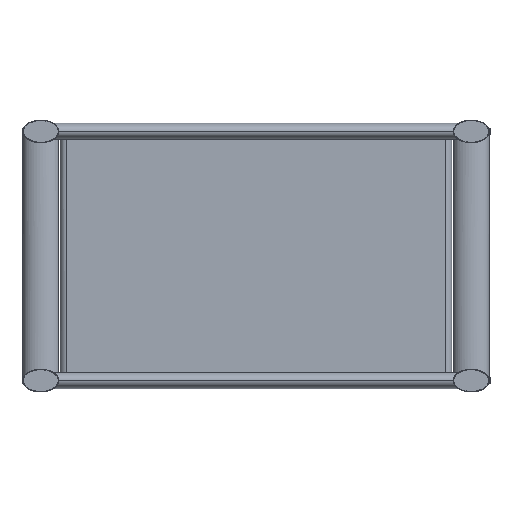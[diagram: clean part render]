
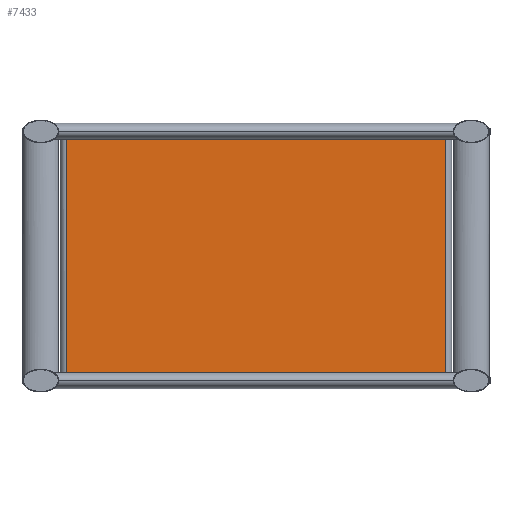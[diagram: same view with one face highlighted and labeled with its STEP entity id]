
A CAD part, front view. The second image highlights one B-rep face of the part: STEP entity #7433.
In plain terms, the highlighted planar face has unit normal (0, -1, 0).
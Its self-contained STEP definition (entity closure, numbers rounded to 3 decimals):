
#135 = LINE ( 'NONE', #11248, #597 ) ;
#294 = LINE ( 'NONE', #11296, #539 ) ;
#431 = FACE_OUTER_BOUND ( 'NONE', #9409, .T. ) ;
#516 = LINE ( 'NONE', #11290, #582 ) ;
#539 = VECTOR ( 'NONE', #11141, 1000. ) ;
#562 = LINE ( 'NONE', #11338, #583 ) ;
#582 = VECTOR ( 'NONE', #11287, 1000. ) ;
#583 = VECTOR ( 'NONE', #11334, 1000. ) ;
#597 = VECTOR ( 'NONE', #11384, 1000. ) ;
#3577 = CARTESIAN_POINT ( 'NONE',  ( -625., 407., -10.825 ) ) ;
#3968 = EDGE_CURVE ( 'NONE', #7091, #7014, #294, .T. ) ;
#3969 = EDGE_CURVE ( 'NONE', #6937, #7014, #135, .T. ) ;
#3971 = EDGE_CURVE ( 'NONE', #6937, #6947, #516, .T. ) ;
#3972 = EDGE_CURVE ( 'NONE', #7091, #6947, #562, .T. ) ;
#6937 = VERTEX_POINT ( 'NONE', #11251 ) ;
#6947 = VERTEX_POINT ( 'NONE', #11277 ) ;
#7014 = VERTEX_POINT ( 'NONE', #11107 ) ;
#7091 = VERTEX_POINT ( 'NONE', #3577 ) ;
#7433 = ADVANCED_FACE ( 'NONE', ( #431 ), #7851, .F. ) ;
#7635 = DIRECTION ( 'NONE',  ( 0., 0., 1. ) ) ;
#7776 = DIRECTION ( 'NONE',  ( 0., 1., 0. ) ) ;
#7783 = CARTESIAN_POINT ( 'NONE',  ( -332.5, 407., -192.5 ) ) ;
#7851 = PLANE ( 'NONE',  #10868 ) ;
#9409 = EDGE_LOOP ( 'NONE', ( #9523, #9519, #9521, #9512 ) ) ;
#9512 = ORIENTED_EDGE ( 'NONE', *, *, #3972, .T. ) ;
#9519 = ORIENTED_EDGE ( 'NONE', *, *, #3969, .T. ) ;
#9521 = ORIENTED_EDGE ( 'NONE', *, *, #3968, .F. ) ;
#9523 = ORIENTED_EDGE ( 'NONE', *, *, #3971, .F. ) ;
#10868 = AXIS2_PLACEMENT_3D ( 'NONE', #7783, #7776, #7635 ) ;
#11107 = CARTESIAN_POINT ( 'NONE',  ( -40., 407., -10.825 ) ) ;
#11141 = DIRECTION ( 'NONE',  ( 1., 0., 0. ) ) ;
#11248 = CARTESIAN_POINT ( 'NONE',  ( -40., 407., -192.5 ) ) ;
#11251 = CARTESIAN_POINT ( 'NONE',  ( -40., 407., -374.175 ) ) ;
#11277 = CARTESIAN_POINT ( 'NONE',  ( -625., 407., -374.175 ) ) ;
#11287 = DIRECTION ( 'NONE',  ( -1., 0., 0. ) ) ;
#11290 = CARTESIAN_POINT ( 'NONE',  ( -680., 407., -374.175 ) ) ;
#11296 = CARTESIAN_POINT ( 'NONE',  ( -680., 407., -10.825 ) ) ;
#11334 = DIRECTION ( 'NONE',  ( 0., 0., -1. ) ) ;
#11338 = CARTESIAN_POINT ( 'NONE',  ( -625., 407., -192.5 ) ) ;
#11384 = DIRECTION ( 'NONE',  ( 0., 0., 1. ) ) ;
